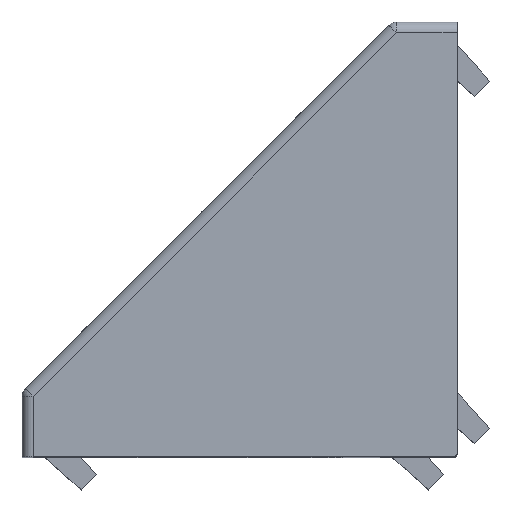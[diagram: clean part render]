
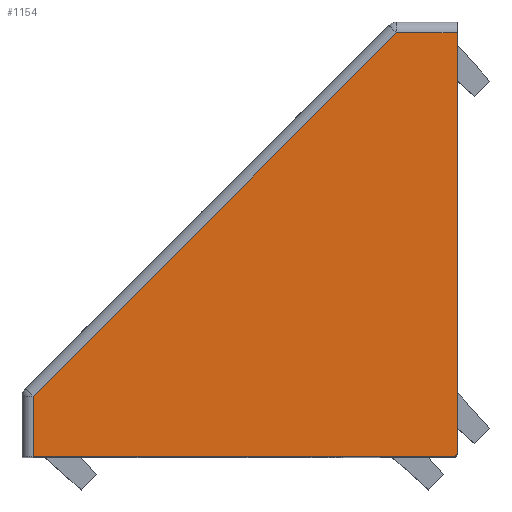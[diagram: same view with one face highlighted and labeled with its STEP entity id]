
A CAD part, top view. The second image highlights one B-rep face of the part: STEP entity #1154.
In plain terms, the highlighted planar face has unit normal (0, 0, 1).
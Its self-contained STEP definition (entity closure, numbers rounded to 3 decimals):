
#106 = VERTEX_POINT ( 'NONE', #2031 ) ;
#452 = CIRCLE ( 'NONE', #3665, 0.2 ) ;
#578 = FACE_OUTER_BOUND ( 'NONE', #1043, .T. ) ;
#953 = ORIENTED_EDGE ( 'NONE', *, *, #1205, .T. ) ;
#1043 = EDGE_LOOP ( 'NONE', ( #2860, #3865, #4769, #953, #1945, #3980 ) ) ;
#1117 = VECTOR ( 'NONE', #4200, 1000. ) ;
#1120 = CARTESIAN_POINT ( 'NONE',  ( 0., 0., 8.5 ) ) ;
#1154 = ADVANCED_FACE ( 'NONE', ( #578 ), #4812, .T. ) ;
#1198 = EDGE_CURVE ( 'NONE', #4361, #4717, #452, .T. ) ;
#1205 = EDGE_CURVE ( 'NONE', #1954, #106, #4228, .T. ) ;
#1221 = EDGE_CURVE ( 'NONE', #106, #3183, #3273, .T. ) ;
#1228 = EDGE_CURVE ( 'NONE', #3183, #3915, #3152, .T. ) ;
#1299 = CARTESIAN_POINT ( 'NONE',  ( -19.5, 0., 8.5 ) ) ;
#1501 = DIRECTION ( 'NONE',  ( 0., 1., 0. ) ) ;
#1945 = ORIENTED_EDGE ( 'NONE', *, *, #1221, .T. ) ;
#1954 = VERTEX_POINT ( 'NONE', #3087 ) ;
#1982 = CARTESIAN_POINT ( 'NONE',  ( 0., 0.2, 8.5 ) ) ;
#2031 = CARTESIAN_POINT ( 'NONE',  ( -2.793, 19.5, 8.5 ) ) ;
#2103 = VECTOR ( 'NONE', #4088, 1000. ) ;
#2216 = VECTOR ( 'NONE', #4550, 1000. ) ;
#2246 = CARTESIAN_POINT ( 'NONE',  ( -0.2, 0., 8.5 ) ) ;
#2421 = VECTOR ( 'NONE', #3775, 1000. ) ;
#2460 = LINE ( 'NONE', #1120, #2421 ) ;
#2576 = EDGE_CURVE ( 'NONE', #4717, #1954, #2944, .T. ) ;
#2676 = CARTESIAN_POINT ( 'NONE',  ( 0., 0., 8.5 ) ) ;
#2860 = ORIENTED_EDGE ( 'NONE', *, *, #4482, .T. ) ;
#2944 = LINE ( 'NONE', #2676, #3082 ) ;
#3082 = VECTOR ( 'NONE', #1501, 1000. ) ;
#3087 = CARTESIAN_POINT ( 'NONE',  ( 0., 19.5, 8.5 ) ) ;
#3152 = LINE ( 'NONE', #4241, #2103 ) ;
#3183 = VERTEX_POINT ( 'NONE', #3383 ) ;
#3273 = LINE ( 'NONE', #4224, #1117 ) ;
#3383 = CARTESIAN_POINT ( 'NONE',  ( -19.5, 2.793, 8.5 ) ) ;
#3665 = AXIS2_PLACEMENT_3D ( 'NONE', #4424, #4404, #4378 ) ;
#3698 = AXIS2_PLACEMENT_3D ( 'NONE', #4761, #4685, #4671 ) ;
#3775 = DIRECTION ( 'NONE',  ( 1., 0., 0. ) ) ;
#3865 = ORIENTED_EDGE ( 'NONE', *, *, #1198, .T. ) ;
#3915 = VERTEX_POINT ( 'NONE', #1299 ) ;
#3980 = ORIENTED_EDGE ( 'NONE', *, *, #1228, .T. ) ;
#4088 = DIRECTION ( 'NONE',  ( 0., -1., 0. ) ) ;
#4200 = DIRECTION ( 'NONE',  ( -0.707, -0.707, 0. ) ) ;
#4224 = CARTESIAN_POINT ( 'NONE',  ( -19.5, 2.793, 8.5 ) ) ;
#4228 = LINE ( 'NONE', #4461, #2216 ) ;
#4241 = CARTESIAN_POINT ( 'NONE',  ( -19.5, 0., 8.5 ) ) ;
#4361 = VERTEX_POINT ( 'NONE', #2246 ) ;
#4378 = DIRECTION ( 'NONE',  ( 1., 0., 0. ) ) ;
#4404 = DIRECTION ( 'NONE',  ( 0., 0., 1. ) ) ;
#4424 = CARTESIAN_POINT ( 'NONE',  ( -0.2, 0.2, 8.5 ) ) ;
#4461 = CARTESIAN_POINT ( 'NONE',  ( -2.793, 19.5, 8.5 ) ) ;
#4482 = EDGE_CURVE ( 'NONE', #3915, #4361, #2460, .T. ) ;
#4550 = DIRECTION ( 'NONE',  ( -1., 0., 0. ) ) ;
#4671 = DIRECTION ( 'NONE',  ( 1., 0., 0. ) ) ;
#4685 = DIRECTION ( 'NONE',  ( 0., 0., 1. ) ) ;
#4717 = VERTEX_POINT ( 'NONE', #1982 ) ;
#4761 = CARTESIAN_POINT ( 'NONE',  ( 0., 20., 8.5 ) ) ;
#4769 = ORIENTED_EDGE ( 'NONE', *, *, #2576, .T. ) ;
#4812 = PLANE ( 'NONE',  #3698 ) ;
